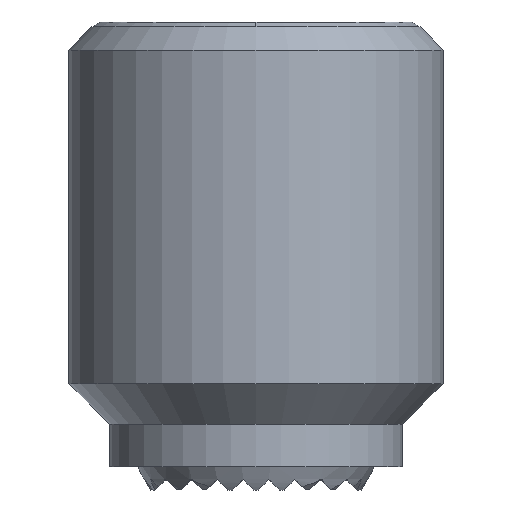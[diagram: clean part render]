
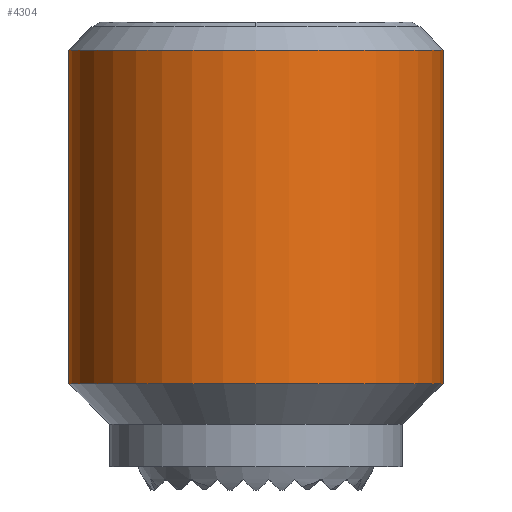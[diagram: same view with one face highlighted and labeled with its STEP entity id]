
A CAD part, front view. The second image highlights one B-rep face of the part: STEP entity #4304.
In plain terms, the highlighted cylindrical face has radius 4 mm (diameter 8 mm), a partial arc.
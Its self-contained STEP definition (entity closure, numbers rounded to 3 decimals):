
#1936=VERTEX_POINT('',#4939);
#2506=EDGE_CURVE('',#3462,#3272,#5578,.T.);
#3128=EDGE_CURVE('',#1936,#3132,#6281,.T.);
#3132=VERTEX_POINT('',#6286);
#3272=VERTEX_POINT('',#6447);
#3462=VERTEX_POINT('',#6658);
#3522=EDGE_CURVE('',#3272,#1936,#6726,.T.);
#3608=EDGE_CURVE('',#3462,#3132,#6818,.T.);
#4304=ADVANCED_FACE('',(#7599),#7600,.T.);
#4939=CARTESIAN_POINT('',(4.,0.,-0.6));
#5578=LINE('',#9398,#9399);
#6281=LINE('',#10399,#10400);
#6286=CARTESIAN_POINT('',(4.,0.,-7.725));
#6447=CARTESIAN_POINT('',(-4.,0.,-0.6));
#6658=CARTESIAN_POINT('',(-4.,0.,-7.725));
#6726=CIRCLE('',#11029,4.0);
#6818=CIRCLE('',#11158,4.0);
#7599=FACE_OUTER_BOUND('',#12241,.T.);
#7600=CYLINDRICAL_SURFACE('',#12242,4.0);
#9398=CARTESIAN_POINT('',(-4.,0.,-4.163));
#9399=VECTOR('',#13674,1.0);
#10399=CARTESIAN_POINT('',(4.,0.,-4.163));
#10400=VECTOR('',#14564,1.0);
#11029=AXIS2_PLACEMENT_3D('',#15128,#15129,#15130);
#11158=AXIS2_PLACEMENT_3D('',#15207,#15208,#15209);
#12241=EDGE_LOOP('',(#16098,#16099,#16100,#16101));
#12242=AXIS2_PLACEMENT_3D('',#16102,#16103,#16104);
#13674=DIRECTION('',(0.0,0.0,1.0));
#14564=DIRECTION('',(-0.0,-0.0,-1.0));
#15128=CARTESIAN_POINT('',(0.,0.,-0.6));
#15129=DIRECTION('',(0.0,0.0,1.0));
#15130=DIRECTION('',(-1.0,0.,0.0));
#15207=CARTESIAN_POINT('',(0.,0.,-7.725));
#15208=DIRECTION('',(0.0,0.0,1.0));
#15209=DIRECTION('',(-1.0,0.,0.0));
#16098=ORIENTED_EDGE('',*,*,#2506,.F.);
#16099=ORIENTED_EDGE('',*,*,#3608,.T.);
#16100=ORIENTED_EDGE('',*,*,#3128,.F.);
#16101=ORIENTED_EDGE('',*,*,#3522,.F.);
#16102=CARTESIAN_POINT('',(0.,0.,-4.163));
#16103=DIRECTION('',(-0.0,-0.0,-1.0));
#16104=DIRECTION('',(-1.0,0.,0.0));
